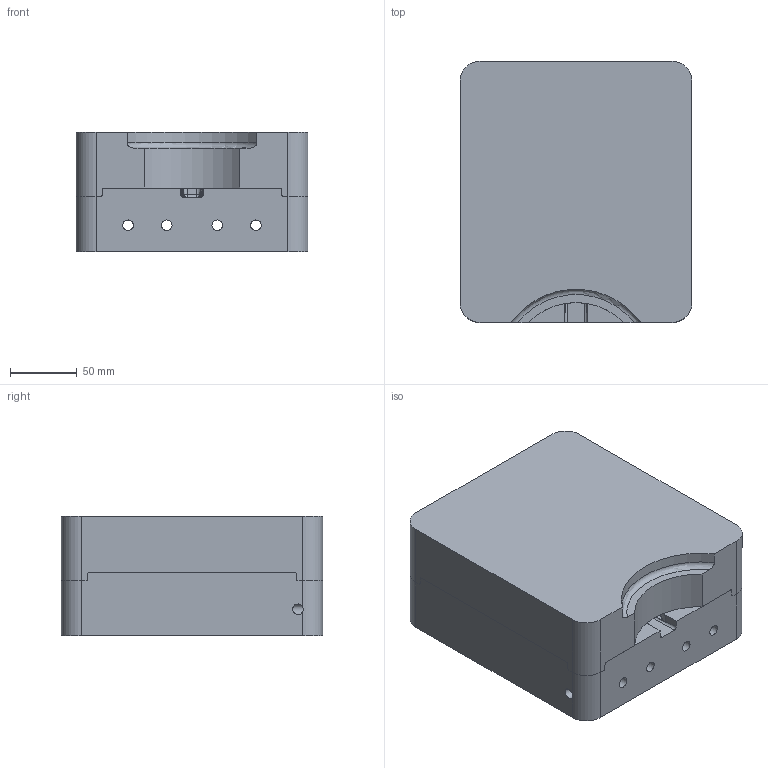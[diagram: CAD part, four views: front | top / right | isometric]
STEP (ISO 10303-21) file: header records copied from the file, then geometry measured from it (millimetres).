
FILE_DESCRIPTION(/* description */ (''),/* implementation_level */ '2;1');
FILE_NAME(/* name */ 'dkp-2',/* time_stamp */ '2018-10-25T17:41:45+08:00',/* author */ (''),/* organization */ (''),/* preprocessor_version */ 'ST-DEVELOPER v9',/* originating_system */ 'UGS - NX 3.0',/* authorisation */ '');
FILE_SCHEMA (('CONFIG_CONTROL_DESIGN'));
Products named in the file (1): Admi53C22uqv
Bounding box: 174 x 196 x 90 mm (x, y, z)
Volume: 2914494.5 mm3; surface area: 244970.2 mm2
Topology: 2 solids, 2 shells, 1239 faces, 3187 edges, 1948 vertices
Faces by surface type: bspline 508, plane 261, cylinder 247, torus 141, cone 82
Full cylindrical faces by diameter (mm): 2.8 x10, 3 x10, 8 x10, 8.5 x4
Entity records: 49174 total; most frequent: CARTESIAN_POINT 23126, ORIENTED_EDGE 5938, DIRECTION 4663, EDGE_CURVE 2969, AXIS2_PLACEMENT_3D 1996, VERTEX_POINT 1876, EDGE_LOOP 1437, ADVANCED_FACE 1239
